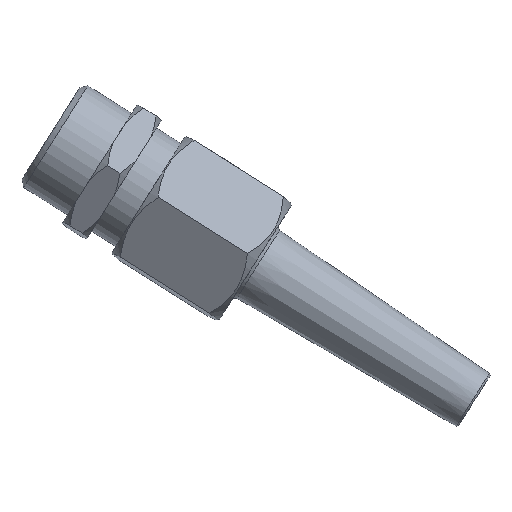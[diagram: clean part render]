
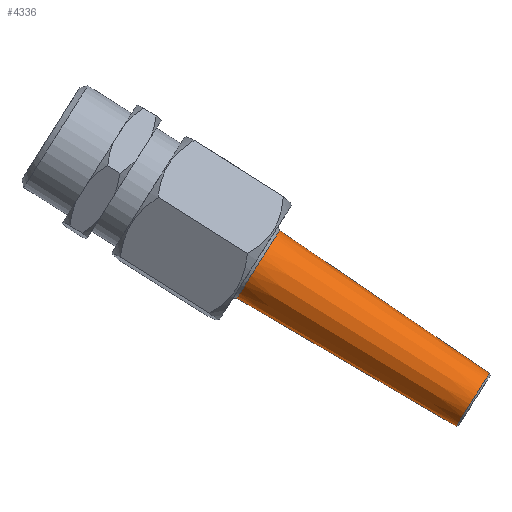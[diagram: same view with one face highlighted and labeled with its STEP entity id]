
A CAD part, top view. The second image highlights one B-rep face of the part: STEP entity #4336.
In plain terms, the highlighted conical face has half-angle 1.996 degrees and reference radius 6.197 mm.
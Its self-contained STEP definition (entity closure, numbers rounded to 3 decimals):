
#1125=CONICAL_SURFACE($,#4601,6.197,1.996);
#1147=FACE_BOUND($,#1451,.T.);
#1198=FACE_OUTER_BOUND($,#1450,.T.);
#1450=EDGE_LOOP($,(#2882,#2883));
#1451=EDGE_LOOP($,(#2884));
#1745=CIRCLE($,#4599,6.965);
#1746=CIRCLE($,#4600,6.965);
#1747=CIRCLE($,#4602,5.428);
#1789=VERTEX_POINT($,#5710);
#1790=VERTEX_POINT($,#5711);
#1791=VERTEX_POINT($,#5718);
#2227=EDGE_CURVE($,#1789,#1790,#1745,.T.);
#2228=EDGE_CURVE($,#1790,#1789,#1746,.T.);
#2230=EDGE_CURVE($,#1791,#1791,#1747,.T.);
#2882=ORIENTED_EDGE($,*,*,#2227,.T.);
#2883=ORIENTED_EDGE($,*,*,#2228,.T.);
#2884=ORIENTED_EDGE($,*,*,#2230,.F.);
#4336=ADVANCED_FACE($,(#1198,#1147),#1125,.T.);
#4599=AXIS2_PLACEMENT_3D($,#5712,#4833,#4834);
#4600=AXIS2_PLACEMENT_3D($,#5713,#4835,#4836);
#4601=AXIS2_PLACEMENT_3D($,#5717,#4837,#4838);
#4602=AXIS2_PLACEMENT_3D($,#5719,#4839,#4840);
#4833=DIRECTION('center_axis',(0.846,-0.534,0.));
#4834=DIRECTION('ref_axis',(0.534,0.846,0.));
#4835=DIRECTION('center_axis',(0.846,-0.534,0.));
#4836=DIRECTION('ref_axis',(0.534,0.846,0.));
#4837=DIRECTION('center_axis',(-0.846,0.534,0.));
#4838=DIRECTION('ref_axis',(0.534,0.846,0.));
#4839=DIRECTION('center_axis',(0.846,-0.534,0.));
#4840=DIRECTION('ref_axis',(0.534,0.846,0.));
#5710=CARTESIAN_POINT('',(34.865,-44.589,0.));
#5711=CARTESIAN_POINT('',(31.148,-50.479,6.965));
#5712=CARTESIAN_POINT('Origin',(31.148,-50.479,0.));
#5713=CARTESIAN_POINT('Origin',(31.148,-50.479,0.));
#5717=CARTESIAN_POINT('Origin',(49.799,-62.248,0.));
#5718=CARTESIAN_POINT('',(71.347,-69.427,0.));
#5719=CARTESIAN_POINT('Origin',(68.451,-74.018,0.));
